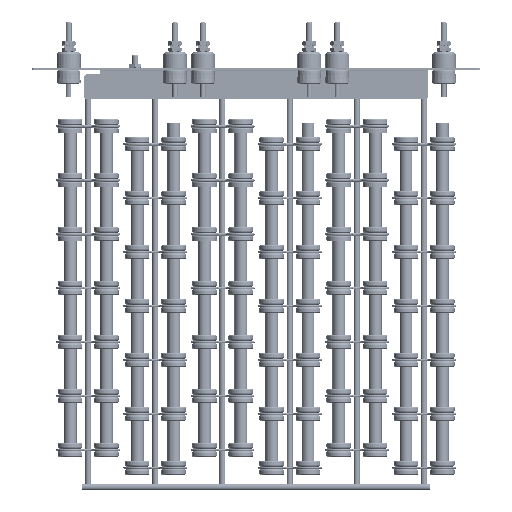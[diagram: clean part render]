
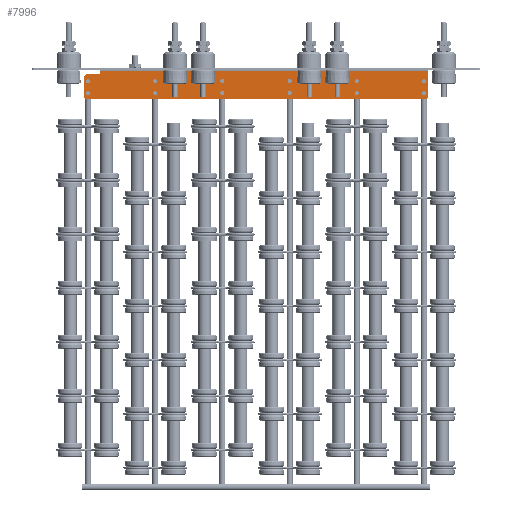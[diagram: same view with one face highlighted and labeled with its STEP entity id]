
A CAD part, front view. The second image highlights one B-rep face of the part: STEP entity #7996.
In plain terms, the highlighted planar face has unit normal (0, -1, 0).
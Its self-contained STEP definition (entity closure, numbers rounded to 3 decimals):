
#995=VECTOR('',#9480,1.);
#999=VECTOR('',#9486,1.);
#1077=VECTOR('',#9649,1.);
#1093=VECTOR('',#9781,1.);
#1095=VECTOR('',#9784,1.);
#1097=VECTOR('',#9787,1.);
#1099=VECTOR('',#9790,1.);
#1101=VECTOR('',#9793,1.);
#1102=VECTOR('',#9795,1.);
#1538=LINE('',#13648,#995);
#1542=LINE('',#13656,#999);
#1620=LINE('',#13875,#1077);
#1636=LINE('',#13979,#1093);
#1638=LINE('',#13983,#1095);
#1640=LINE('',#13987,#1097);
#1642=LINE('',#13991,#1099);
#1644=LINE('',#13995,#1101);
#1645=LINE('',#13997,#1102);
#2122=PLANE('',#8534);
#2396=VERTEX_POINT('',#13642);
#2399=VERTEX_POINT('',#13647);
#2402=VERTEX_POINT('',#13657);
#2493=VERTEX_POINT('',#13874);
#2501=VERTEX_POINT('',#13942);
#2502=VERTEX_POINT('',#13945);
#2503=VERTEX_POINT('',#13948);
#2504=VERTEX_POINT('',#13951);
#2505=VERTEX_POINT('',#13954);
#2506=VERTEX_POINT('',#13957);
#2507=VERTEX_POINT('',#13960);
#2508=VERTEX_POINT('',#13963);
#2509=VERTEX_POINT('',#13966);
#2510=VERTEX_POINT('',#13969);
#2511=VERTEX_POINT('',#13972);
#2512=VERTEX_POINT('',#13975);
#2513=VERTEX_POINT('',#13978);
#2514=VERTEX_POINT('',#13980);
#2515=VERTEX_POINT('',#13986);
#2516=VERTEX_POINT('',#13990);
#2517=VERTEX_POINT('',#13994);
#3120=CIRCLE('',#8505,0.165);
#3121=CIRCLE('',#8507,0.165);
#3122=CIRCLE('',#8509,0.165);
#3123=CIRCLE('',#8511,0.165);
#3124=CIRCLE('',#8513,0.165);
#3125=CIRCLE('',#8515,0.165);
#3126=CIRCLE('',#8517,0.165);
#3127=CIRCLE('',#8519,0.165);
#3128=CIRCLE('',#8521,0.165);
#3129=CIRCLE('',#8523,0.165);
#3130=CIRCLE('',#8525,0.165);
#3131=CIRCLE('',#8527,0.165);
#3543=EDGE_CURVE('',#2399,#2396,#1538,.T.);
#3547=EDGE_CURVE('',#2396,#2402,#1542,.T.);
#3655=EDGE_CURVE('',#2493,#2399,#1620,.T.);
#3694=EDGE_CURVE('',#2501,#2501,#3120,.T.);
#3695=EDGE_CURVE('',#2502,#2502,#3121,.T.);
#3696=EDGE_CURVE('',#2503,#2503,#3122,.T.);
#3697=EDGE_CURVE('',#2504,#2504,#3123,.T.);
#3698=EDGE_CURVE('',#2505,#2505,#3124,.T.);
#3699=EDGE_CURVE('',#2506,#2506,#3125,.T.);
#3700=EDGE_CURVE('',#2507,#2507,#3126,.T.);
#3701=EDGE_CURVE('',#2508,#2508,#3127,.T.);
#3702=EDGE_CURVE('',#2509,#2509,#3128,.T.);
#3703=EDGE_CURVE('',#2510,#2510,#3129,.T.);
#3704=EDGE_CURVE('',#2511,#2511,#3130,.T.);
#3705=EDGE_CURVE('',#2512,#2512,#3131,.T.);
#3707=EDGE_CURVE('',#2513,#2514,#1636,.T.);
#3709=EDGE_CURVE('',#2402,#2513,#1638,.T.);
#3711=EDGE_CURVE('',#2515,#2493,#1640,.T.);
#3713=EDGE_CURVE('',#2516,#2515,#1642,.T.);
#3715=EDGE_CURVE('',#2517,#2516,#1644,.T.);
#3716=EDGE_CURVE('',#2514,#2517,#1645,.T.);
#5012=ORIENTED_EDGE('',*,*,#3543,.F.);
#5013=ORIENTED_EDGE('',*,*,#3655,.F.);
#5014=ORIENTED_EDGE('',*,*,#3711,.F.);
#5015=ORIENTED_EDGE('',*,*,#3713,.F.);
#5016=ORIENTED_EDGE('',*,*,#3715,.F.);
#5017=ORIENTED_EDGE('',*,*,#3716,.F.);
#5018=ORIENTED_EDGE('',*,*,#3707,.F.);
#5019=ORIENTED_EDGE('',*,*,#3709,.F.);
#5020=ORIENTED_EDGE('',*,*,#3547,.F.);
#5021=ORIENTED_EDGE('',*,*,#3694,.T.);
#5022=ORIENTED_EDGE('',*,*,#3699,.T.);
#5023=ORIENTED_EDGE('',*,*,#3700,.T.);
#5024=ORIENTED_EDGE('',*,*,#3698,.T.);
#5025=ORIENTED_EDGE('',*,*,#3701,.T.);
#5026=ORIENTED_EDGE('',*,*,#3697,.T.);
#5027=ORIENTED_EDGE('',*,*,#3702,.T.);
#5028=ORIENTED_EDGE('',*,*,#3696,.T.);
#5029=ORIENTED_EDGE('',*,*,#3703,.T.);
#5030=ORIENTED_EDGE('',*,*,#3695,.T.);
#5031=ORIENTED_EDGE('',*,*,#3704,.T.);
#5032=ORIENTED_EDGE('',*,*,#3705,.T.);
#6745=EDGE_LOOP('',(#5012,#5013,#5014,#5015,#5016,#5017,#5018,#5019,#5020));
#6746=EDGE_LOOP('',(#5021));
#6747=EDGE_LOOP('',(#5022));
#6748=EDGE_LOOP('',(#5023));
#6749=EDGE_LOOP('',(#5024));
#6750=EDGE_LOOP('',(#5025));
#6751=EDGE_LOOP('',(#5026));
#6752=EDGE_LOOP('',(#5027));
#6753=EDGE_LOOP('',(#5028));
#6754=EDGE_LOOP('',(#5029));
#6755=EDGE_LOOP('',(#5030));
#6756=EDGE_LOOP('',(#5031));
#6757=EDGE_LOOP('',(#5032));
#7410=FACE_BOUND('',#6745,.T.);
#7411=FACE_BOUND('',#6746,.T.);
#7412=FACE_BOUND('',#6747,.T.);
#7413=FACE_BOUND('',#6748,.T.);
#7414=FACE_BOUND('',#6749,.T.);
#7415=FACE_BOUND('',#6750,.T.);
#7416=FACE_BOUND('',#6751,.T.);
#7417=FACE_BOUND('',#6752,.T.);
#7418=FACE_BOUND('',#6753,.T.);
#7419=FACE_BOUND('',#6754,.T.);
#7420=FACE_BOUND('',#6755,.T.);
#7421=FACE_BOUND('',#6756,.T.);
#7422=FACE_BOUND('',#6757,.T.);
#7996=ADVANCED_FACE('',(#7410,#7411,#7412,#7413,#7414,#7415,#7416,#7417,
#7418,#7419,#7420,#7421,#7422),#2122,.F.);
#8505=AXIS2_PLACEMENT_3D('',#13941,#9733,#9734);
#8507=AXIS2_PLACEMENT_3D('',#13944,#9737,#9738);
#8509=AXIS2_PLACEMENT_3D('',#13947,#9741,#9742);
#8511=AXIS2_PLACEMENT_3D('',#13950,#9745,#9746);
#8513=AXIS2_PLACEMENT_3D('',#13953,#9749,#9750);
#8515=AXIS2_PLACEMENT_3D('',#13956,#9753,#9754);
#8517=AXIS2_PLACEMENT_3D('',#13959,#9757,#9758);
#8519=AXIS2_PLACEMENT_3D('',#13962,#9761,#9762);
#8521=AXIS2_PLACEMENT_3D('',#13965,#9765,#9766);
#8523=AXIS2_PLACEMENT_3D('',#13968,#9769,#9770);
#8525=AXIS2_PLACEMENT_3D('',#13971,#9773,#9774);
#8527=AXIS2_PLACEMENT_3D('',#13974,#9777,#9778);
#8534=AXIS2_PLACEMENT_3D('',#13998,#9796,$);
#9480=DIRECTION('',(1.,0.,0.));
#9486=DIRECTION('',(0.,0.,-1.));
#9649=DIRECTION('',(0.,0.,1.));
#9733=DIRECTION('',(0.,1.,0.));
#9734=DIRECTION('',(0.165,0.,0.));
#9737=DIRECTION('',(0.,1.,0.));
#9738=DIRECTION('',(0.165,0.,0.));
#9741=DIRECTION('',(0.,1.,0.));
#9742=DIRECTION('',(0.165,0.,0.));
#9745=DIRECTION('',(0.,1.,0.));
#9746=DIRECTION('',(0.165,0.,0.));
#9749=DIRECTION('',(0.,1.,0.));
#9750=DIRECTION('',(0.165,0.,0.));
#9753=DIRECTION('',(0.,1.,0.));
#9754=DIRECTION('',(0.165,0.,0.));
#9757=DIRECTION('',(0.,1.,0.));
#9758=DIRECTION('',(0.165,0.,0.));
#9761=DIRECTION('',(0.,1.,0.));
#9762=DIRECTION('',(0.165,0.,0.));
#9765=DIRECTION('',(0.,1.,0.));
#9766=DIRECTION('',(0.165,0.,0.));
#9769=DIRECTION('',(0.,1.,0.));
#9770=DIRECTION('',(0.165,0.,0.));
#9773=DIRECTION('',(0.,1.,0.));
#9774=DIRECTION('',(0.165,0.,0.));
#9777=DIRECTION('',(0.,1.,0.));
#9778=DIRECTION('',(0.165,0.,0.));
#9781=DIRECTION('',(-1.,0.,0.));
#9784=DIRECTION('',(-0.707,0.,-0.707));
#9787=DIRECTION('',(1.,0.,0.));
#9790=DIRECTION('',(0.707,0.,0.707));
#9793=DIRECTION('',(0.,0.,1.));
#9795=DIRECTION('',(-0.707,0.,0.707));
#9796=DIRECTION('',(0.,1.,0.));
#13642=CARTESIAN_POINT('',(30.395,0.,-23.273));
#13647=CARTESIAN_POINT('',(4.36,0.,-23.273));
#13648=CARTESIAN_POINT('',(17.074,0.,-23.273));
#13656=CARTESIAN_POINT('',(30.395,0.,-23.197));
#13657=CARTESIAN_POINT('',(30.395,0.,-25.324));
#13874=CARTESIAN_POINT('',(4.36,0.,-23.502));
#13875=CARTESIAN_POINT('',(4.36,0.,-23.502));
#13941=CARTESIAN_POINT('',(3.407,0.,-24.053));
#13942=CARTESIAN_POINT('',(3.572,0.,-24.053));
#13944=CARTESIAN_POINT('',(8.741,0.,-25.005));
#13945=CARTESIAN_POINT('',(8.906,0.,-25.005));
#13947=CARTESIAN_POINT('',(14.075,0.,-25.005));
#13948=CARTESIAN_POINT('',(14.24,0.,-25.005));
#13950=CARTESIAN_POINT('',(19.409,0.,-25.005));
#13951=CARTESIAN_POINT('',(19.574,0.,-25.005));
#13953=CARTESIAN_POINT('',(24.743,0.,-25.005));
#13954=CARTESIAN_POINT('',(24.908,0.,-25.005));
#13956=CARTESIAN_POINT('',(30.077,0.,-25.005));
#13957=CARTESIAN_POINT('',(30.242,0.,-25.005));
#13959=CARTESIAN_POINT('',(30.077,0.,-24.053));
#13960=CARTESIAN_POINT('',(30.242,0.,-24.053));
#13962=CARTESIAN_POINT('',(24.743,0.,-24.053));
#13963=CARTESIAN_POINT('',(24.908,0.,-24.053));
#13965=CARTESIAN_POINT('',(19.409,0.,-24.053));
#13966=CARTESIAN_POINT('',(19.574,0.,-24.053));
#13968=CARTESIAN_POINT('',(14.075,0.,-24.053));
#13969=CARTESIAN_POINT('',(14.24,0.,-24.053));
#13971=CARTESIAN_POINT('',(8.741,0.,-24.053));
#13972=CARTESIAN_POINT('',(8.906,0.,-24.053));
#13974=CARTESIAN_POINT('',(3.407,0.,-25.005));
#13975=CARTESIAN_POINT('',(3.572,0.,-25.005));
#13978=CARTESIAN_POINT('',(30.236,0.,-25.483));
#13979=CARTESIAN_POINT('',(30.236,0.,-25.483));
#13980=CARTESIAN_POINT('',(3.249,0.,-25.483));
#13983=CARTESIAN_POINT('',(30.395,0.,-25.324));
#13986=CARTESIAN_POINT('',(3.249,0.,-23.502));
#13987=CARTESIAN_POINT('',(3.249,0.,-23.502));
#13990=CARTESIAN_POINT('',(3.09,0.,-23.66));
#13991=CARTESIAN_POINT('',(3.09,0.,-23.66));
#13994=CARTESIAN_POINT('',(3.09,0.,-25.324));
#13995=CARTESIAN_POINT('',(3.09,0.,-25.324));
#13997=CARTESIAN_POINT('',(3.249,0.,-25.483));
#13998=CARTESIAN_POINT('',(16.771,0.,-24.344));
